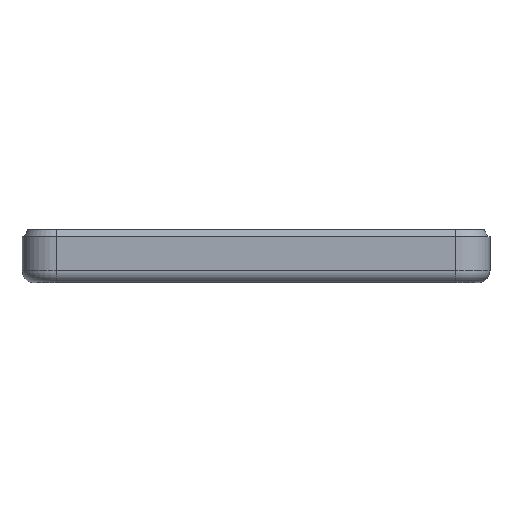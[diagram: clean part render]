
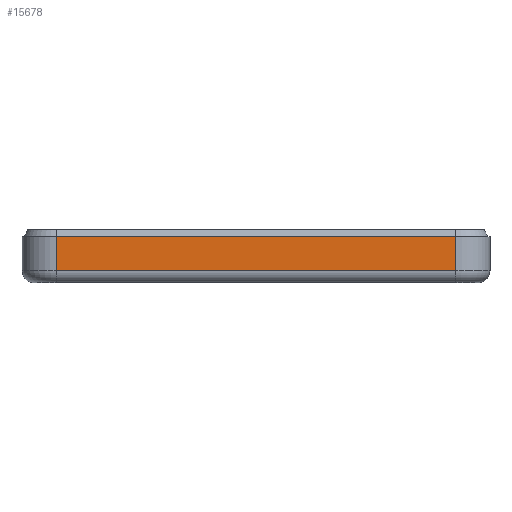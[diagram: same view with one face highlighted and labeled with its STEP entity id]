
A CAD part, left-side view. The second image highlights one B-rep face of the part: STEP entity #15678.
In plain terms, the highlighted planar face has unit normal (-1, 0, 0).
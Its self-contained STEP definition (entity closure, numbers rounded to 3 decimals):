
#1596=FACE_OUTER_BOUND('',#2414,.T.);
#2414=EDGE_LOOP('',(#14283,#14284,#14285,#14286));
#2448=LINE('',#21026,#4312);
#4048=LINE('',#24791,#5912);
#4275=LINE('',#25482,#6139);
#4276=LINE('',#25484,#6140);
#4312=VECTOR('',#16879,10.);
#5912=VECTOR('',#20013,10.);
#6139=VECTOR('',#20906,10.);
#6140=VECTOR('',#20909,10.);
#6173=VERTEX_POINT('',#21023);
#6174=VERTEX_POINT('',#21025);
#7521=VERTEX_POINT('',#24785);
#7522=VERTEX_POINT('',#24789);
#7659=EDGE_CURVE('',#6174,#6173,#2448,.T.);
#9525=EDGE_CURVE('',#7522,#7521,#4048,.T.);
#9839=EDGE_CURVE('',#7521,#6173,#4275,.T.);
#9840=EDGE_CURVE('',#6174,#7522,#4276,.T.);
#14283=ORIENTED_EDGE('',*,*,#9525,.F.);
#14284=ORIENTED_EDGE('',*,*,#9840,.F.);
#14285=ORIENTED_EDGE('',*,*,#7659,.T.);
#14286=ORIENTED_EDGE('',*,*,#9839,.F.);
#14908=PLANE('',#16817);
#15678=ADVANCED_FACE('',(#1596),#14908,.T.);
#16817=AXIS2_PLACEMENT_3D('',#25496,#20930,#20931);
#16879=DIRECTION('',(0.,1.,0.));
#20013=DIRECTION('',(0.,1.,0.));
#20906=DIRECTION('',(0.,0.,1.));
#20909=DIRECTION('',(0.,0.,-1.));
#20930=DIRECTION('center_axis',(-1.,0.,0.));
#20931=DIRECTION('ref_axis',(0.,-1.,0.));
#21023=CARTESIAN_POINT('',(0.,63.,5.4));
#21025=CARTESIAN_POINT('',(0.,5.,5.4));
#21026=CARTESIAN_POINT('',(0.,51.,5.4));
#24785=CARTESIAN_POINT('',(0.,63.,0.45));
#24789=CARTESIAN_POINT('',(0.,5.,0.45));
#24791=CARTESIAN_POINT('',(0.,51.,0.45));
#25482=CARTESIAN_POINT('',(0.,63.,0.));
#25484=CARTESIAN_POINT('',(0.,5.,0.));
#25496=CARTESIAN_POINT('Origin',(0.,68.,0.));
